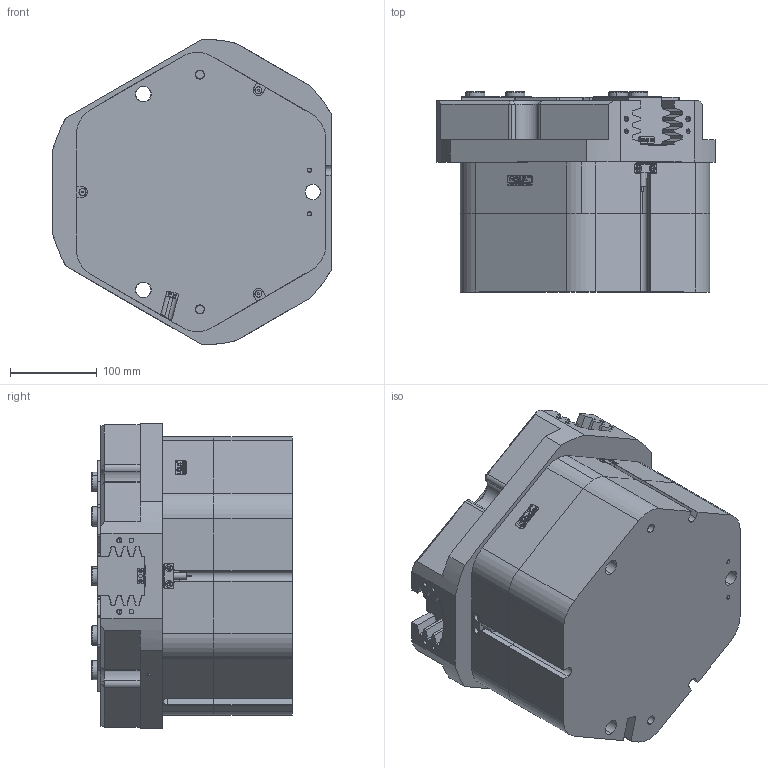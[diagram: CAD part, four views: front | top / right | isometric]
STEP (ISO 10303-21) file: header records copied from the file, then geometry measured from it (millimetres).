
FILE_DESCRIPTION (( 'STEP AP203' ), '1' );
FILE_NAME ('FZ220-352-NC.STEP', '2024-12-20T07:19:36', ( 'USER-' ), ( 'Microsoft' ), 'SwSTEP 2.0', 'SolidWorks 2018', '' );
FILE_SCHEMA (( 'CONFIG_CONTROL_DESIGN' ));
Length unit declared in the file: millimetre
Products named in the file (13): 32x12-R2; TZT220-352-M-06 笢猾啣; ﾏ擎ﾗ22｡ﾁ18｡ﾁ14; TR300-15-1晚假蚾輸; 湮酴; TZT220-352-M-05-NC 晊扥极; FZ220-352; FZ220-352-NC; 电容传感器; TZT220-352-M-01 褲极; TZT220-352-M-02 賑輸; 埴翐芛_GB_FASTENER_SCREWS_HSHCS M2X8-N; 昹親棠覜羲壽
Assembly tree (33 placements, depth 3):
  FZ220-352-NC
    FZ220-352
      TZT220-352-M-02 賑輸  x3
      电容传感器  x3
      湮酴  x3
      TZT220-352-M-01 褲极
      TZT220-352-M-06 笢猾啣
      TR300-15-1晚假蚾輸  x3
      埴翐芛_GB_FASTENER_SCREWS_HSHCS M2X8-N  x6
      32x12-R2
      昹親棠覜羲壽  x2
      ﾏ擎ﾗ22｡ﾁ18｡ﾁ14  x6
    TZT220-352-M-05-NC 晊扥极
    昹親棠覜羲壽  x2
Bounding box: 320 x 230.5 x 351.96 mm (x, y, z)
Volume: 15650822.2 mm3; surface area: 903030.3 mm2
Topology: 32 solids, 32 shells, 2022 faces, 5134 edges, 3213 vertices
Faces by surface type: plane 1047, cylinder 550, cone 256, bspline 157, torus 12
Entity records: 51981 total; most frequent: CARTESIAN_POINT 14637, ORIENTED_EDGE 7556, DIRECTION 6996, EDGE_CURVE 3778, VECTOR 2468, LINE 2468, VERTEX_POINT 2400, AXIS2_PLACEMENT_3D 2264
